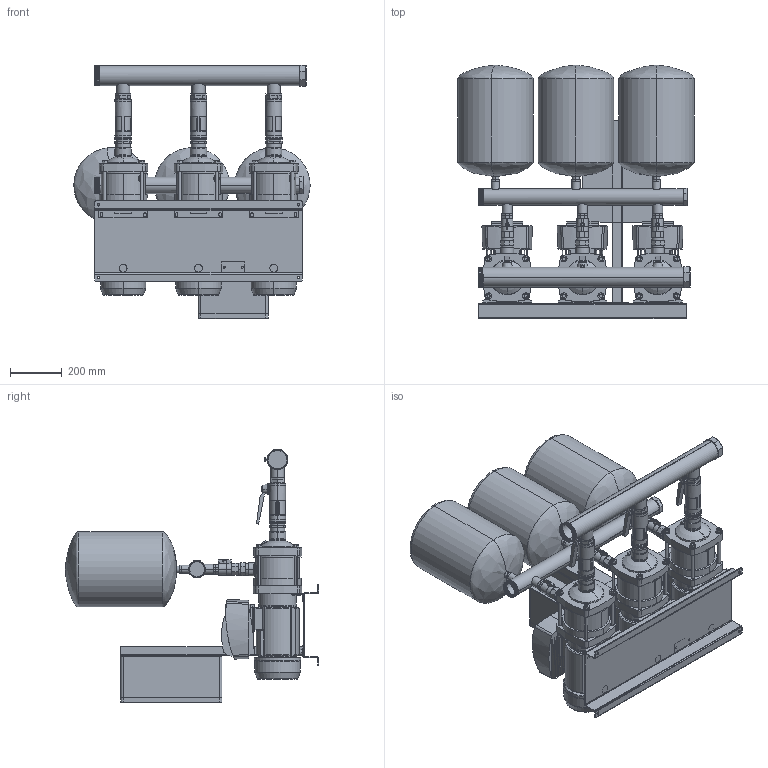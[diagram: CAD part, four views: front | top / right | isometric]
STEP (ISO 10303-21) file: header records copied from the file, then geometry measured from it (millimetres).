
FILE_DESCRIPTION (( 'STEP AP214' ), '1' );
FILE_NAME ('3EH_20-3_TE.STEP', '2022-01-25T07:13:56', ( '' ), ( '' ), 'SwSTEP 2.0', 'SolidWorks 2020', '' );
FILE_SCHEMA (( 'AUTOMOTIVE_DESIGN' ));
Length unit declared in the file: mil
Products named in the file (1): 3EH_20-3_TE
Bounding box: 909.76 x 975 x 975.9 mm (x, y, z)
Volume: 106163676 mm3; surface area: 7653814.8 mm2
Topology: 98 solids, 99 shells, 2544 faces, 6080 edges, 3936 vertices
Faces by surface type: plane 1185, cylinder 1077, cone 164, bspline 66, torus 40, sphere 12
Entity records: 102409 total; most frequent: CARTESIAN_POINT 40153, DIRECTION 12409, ORIENTED_EDGE 12148, EDGE_CURVE 6074, AXIS2_PLACEMENT_3D 4593, VERTEX_POINT 3936, LINE 3223, VECTOR 3223
